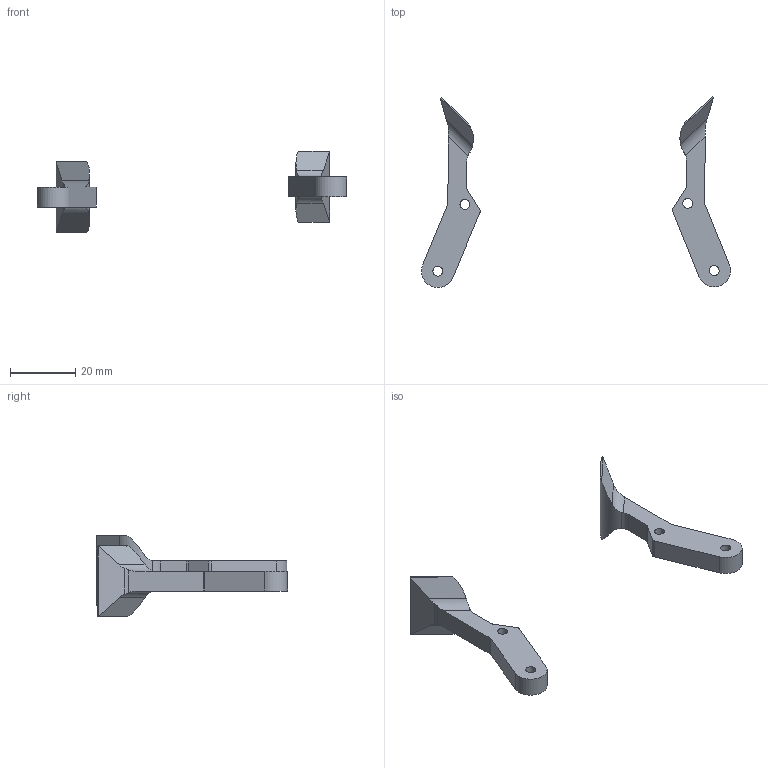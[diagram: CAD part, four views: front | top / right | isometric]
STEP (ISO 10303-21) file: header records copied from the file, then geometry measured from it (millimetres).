
FILE_DESCRIPTION(/* description */ ('','CAx-IF Rec.Pracs.---Representation and Presentation of Product Manufacturing Information (PMI)---4.0---2014-10-13'),/* implementation_level */ '2;1');
FILE_NAME(/* name */ 'Final Assembly v5.step',/* time_stamp */ '2025-02-24T14:19:44+08:00',/* author */ (''),/* organization */ (''),/* preprocessor_version */ 'ST-DEVELOPER v20',/* originating_system */ 'Autodesk Translation Framework v13.20.0.188',/* authorisation */ '');
FILE_SCHEMA (('AP242_MANAGED_MODEL_BASED_3D_ENGINEERING_MIM_LF { 1 0 10303 442 1 1 4 }'));
Length unit declared in the file: millimetre
Products named in the file (2): Final Assembly; Gripper
Assembly tree (2 placements, depth 2):
  Final Assembly
    Gripper  x2
Bounding box: 94.39 x 58.34 x 24.79 mm (x, y, z)
Volume: 6329.9 mm3; surface area: 4421.4 mm2
Topology: 2 solids, 2 shells, 50 faces, 134 edges, 88 vertices
Faces by surface type: plane 28, cylinder 22
Full cylindrical faces by diameter (mm): 3 x4
Entity records: 870 total; most frequent: CARTESIAN_POINT 166, DIRECTION 141, ORIENTED_EDGE 134, EDGE_CURVE 67, AXIS2_PLACEMENT_3D 51, VERTEX_POINT 44, LINE 39, VECTOR 39
